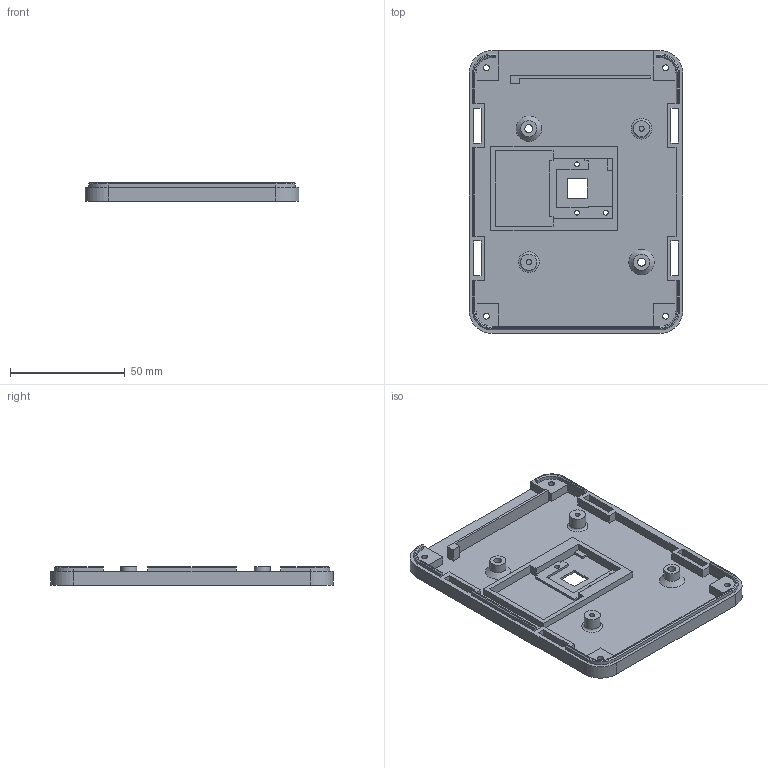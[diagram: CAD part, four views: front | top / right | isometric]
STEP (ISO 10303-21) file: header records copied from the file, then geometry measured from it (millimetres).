
FILE_DESCRIPTION(/* description */ (''),/* implementation_level */ '2;1');
FILE_NAME(/* name */ 'lowerPiCase_R2.stp',/* time_stamp */ '2017-06-08T23:29:47+01:00',/* author */ ('Paolo'),/* organization */ (''),/* preprocessor_version */ 'ST-DEVELOPER v16.5',/* originating_system */ 'Autodesk Inventor 2017',/* authorisation */ ' ');
FILE_SCHEMA (('AUTOMOTIVE_DESIGN { 1 0 10303 214 3 1 1 }'));
Length unit declared in the file: millimetre
Products named in the file (1): lowerPiCase_R2
Bounding box: 93 x 123 x 8 mm (x, y, z)
Volume: 29974.6 mm3; surface area: 30583.6 mm2
Topology: 1 solids, 1 shells, 188 faces, 493 edges, 322 vertices
Faces by surface type: plane 143, cylinder 33, cone 10, torus 2
Full cylindrical faces by diameter (mm): 2.1 x3, 2.2 x2, 2.6 x4, 3.5 x2, 6 x6, 7 x4
Entity records: 5622 total; most frequent: CARTESIAN_POINT 967, ORIENTED_EDGE 924, DIRECTION 918, EDGE_CURVE 462, LINE 384, VECTOR 384, VERTEX_POINT 316, AXIS2_PLACEMENT_3D 267
